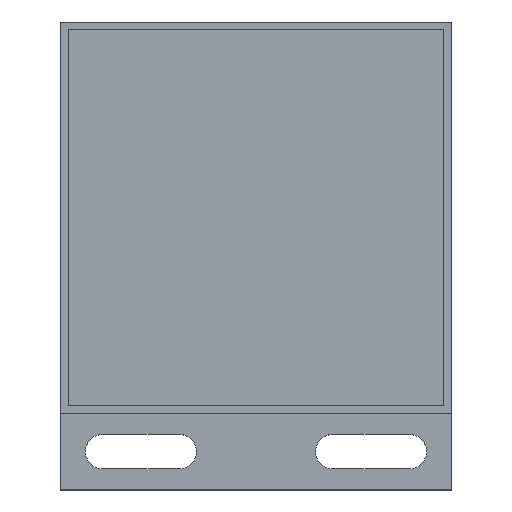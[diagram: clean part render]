
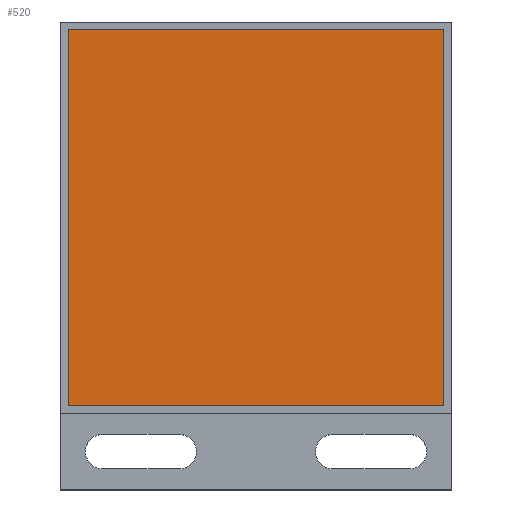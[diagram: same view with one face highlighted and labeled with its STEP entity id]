
A CAD part, top view. The second image highlights one B-rep face of the part: STEP entity #520.
In plain terms, the highlighted planar face has unit normal (0, 0, 1).
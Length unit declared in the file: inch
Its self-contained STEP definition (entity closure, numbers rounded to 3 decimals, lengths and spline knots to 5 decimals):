
#173=DIRECTION('',(0.,-1.,0.));
#174=VECTOR('',#173,1.92913);
#175=CARTESIAN_POINT('',(-0.96457,1.16142,
0.23622));
#176=LINE('',#175,#174);
#177=DIRECTION('',(-1.,0.,0.));
#178=VECTOR('',#177,1.92913);
#179=CARTESIAN_POINT('',(0.96457,1.16142,0.23622));
#180=LINE('',#179,#178);
#181=DIRECTION('',(0.,1.,0.));
#182=VECTOR('',#181,1.92913);
#183=CARTESIAN_POINT('',(0.96457,-0.76772,
0.23622));
#184=LINE('',#183,#182);
#185=DIRECTION('',(1.,0.,0.));
#186=VECTOR('',#185,1.92913);
#187=CARTESIAN_POINT('',(-0.96457,-0.76772,
0.23622));
#188=LINE('',#187,#186);
#249=CARTESIAN_POINT('',(-0.96457,1.16142,
0.23622));
#250=CARTESIAN_POINT('',(-0.96457,-0.76772,
0.23622));
#251=VERTEX_POINT('',#249);
#252=VERTEX_POINT('',#250);
#253=CARTESIAN_POINT('',(0.96457,-0.76772,
0.23622));
#254=VERTEX_POINT('',#253);
#255=CARTESIAN_POINT('',(0.96457,1.16142,0.23622));
#256=VERTEX_POINT('',#255);
#509=CARTESIAN_POINT('',(0.,0.,0.23622));
#510=DIRECTION('',(0.,0.,1.));
#511=DIRECTION('',(1.,0.,0.));
#512=AXIS2_PLACEMENT_3D('',#509,#510,#511);
#513=PLANE('',#512);
#514=ORIENTED_EDGE('',*,*,#461,.F.);
#515=ORIENTED_EDGE('',*,*,#476,.F.);
#516=ORIENTED_EDGE('',*,*,#490,.F.);
#517=ORIENTED_EDGE('',*,*,#503,.F.);
#518=EDGE_LOOP('',(#514,#515,#516,#517));
#519=FACE_OUTER_BOUND('',#518,.F.);
#520=ADVANCED_FACE('',(#519),#513,.T.);
#461=EDGE_CURVE('',#251,#252,#176,.T.);
#476=EDGE_CURVE('',#256,#251,#180,.T.);
#490=EDGE_CURVE('',#254,#256,#184,.T.);
#503=EDGE_CURVE('',#252,#254,#188,.T.);
